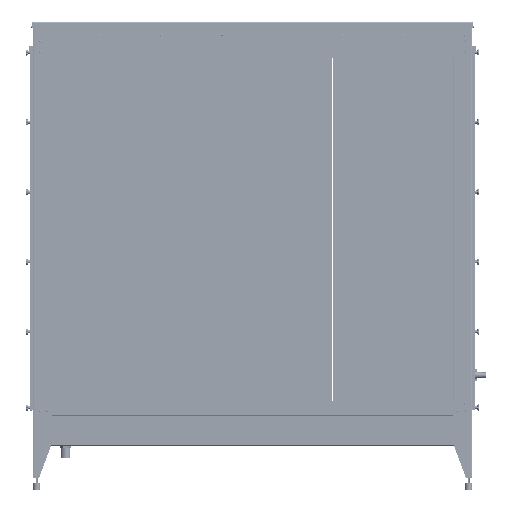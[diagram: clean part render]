
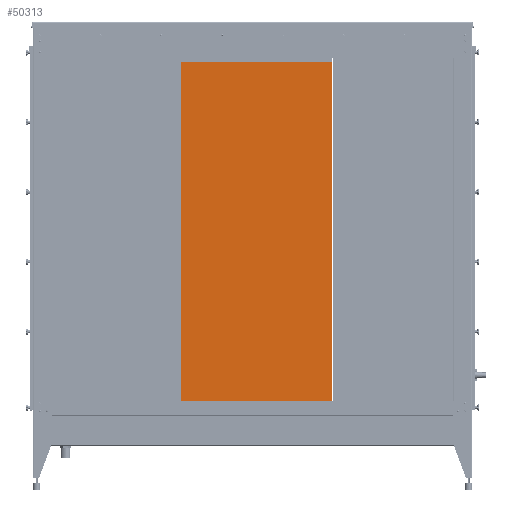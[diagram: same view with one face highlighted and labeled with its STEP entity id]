
A CAD part, top view. The second image highlights one B-rep face of the part: STEP entity #50313.
In plain terms, the highlighted planar face has unit normal (0, 0, 1).
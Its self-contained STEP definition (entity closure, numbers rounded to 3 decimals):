
#4875=PLANE('',#55695);
#7379=FACE_OUTER_BOUND('',#10974,.T.);
#10974=EDGE_LOOP('',(#44423,#44424,#44425,#44426));
#15192=LINE('',#92431,#19477);
#15198=LINE('',#92443,#19483);
#15200=LINE('',#92446,#19485);
#15201=LINE('',#92447,#19486);
#19477=VECTOR('',#68207,10.);
#19483=VECTOR('',#68217,10.);
#19485=VECTOR('',#68221,10.);
#19486=VECTOR('',#68222,10.);
#25746=VERTEX_POINT('',#92428);
#25747=VERTEX_POINT('',#92430);
#25750=VERTEX_POINT('',#92440);
#25751=VERTEX_POINT('',#92442);
#32105=EDGE_CURVE('',#25747,#25746,#15192,.T.);
#32111=EDGE_CURVE('',#25751,#25750,#15198,.T.);
#32113=EDGE_CURVE('',#25750,#25747,#15200,.T.);
#32114=EDGE_CURVE('',#25746,#25751,#15201,.T.);
#44423=ORIENTED_EDGE('',*,*,#32113,.T.);
#44424=ORIENTED_EDGE('',*,*,#32105,.T.);
#44425=ORIENTED_EDGE('',*,*,#32114,.T.);
#44426=ORIENTED_EDGE('',*,*,#32111,.T.);
#50313=ADVANCED_FACE('',(#7379),#4875,.T.);
#55695=AXIS2_PLACEMENT_3D('',#92445,#68219,#68220);
#68207=DIRECTION('',(-1.,0.,0.));
#68217=DIRECTION('',(1.,0.,0.));
#68219=DIRECTION('center_axis',(0.,0.,1.));
#68220=DIRECTION('ref_axis',(1.,0.,0.));
#68221=DIRECTION('',(0.,1.,0.));
#68222=DIRECTION('',(0.,-1.,0.));
#92428=CARTESIAN_POINT('',(-300.,667.,82.5));
#92430=CARTESIAN_POINT('',(300.,667.,82.5));
#92431=CARTESIAN_POINT('',(300.,667.,82.5));
#92440=CARTESIAN_POINT('',(300.,-700.,82.5));
#92442=CARTESIAN_POINT('',(-300.,-700.,82.5));
#92443=CARTESIAN_POINT('',(-300.,-700.,82.5));
#92445=CARTESIAN_POINT('Origin',(0.,-16.5,
82.5));
#92446=CARTESIAN_POINT('',(300.,-700.,82.5));
#92447=CARTESIAN_POINT('',(-300.,697.,82.5));
